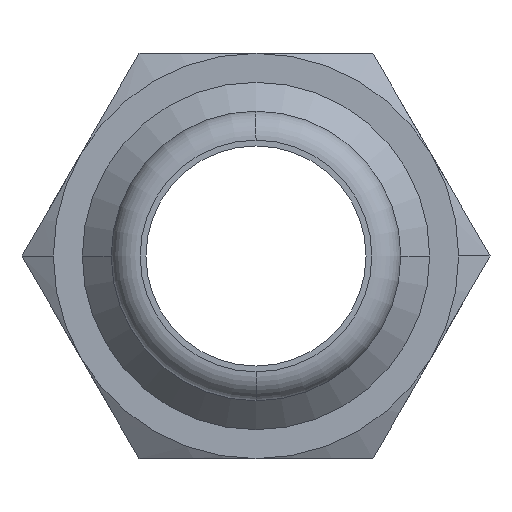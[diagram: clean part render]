
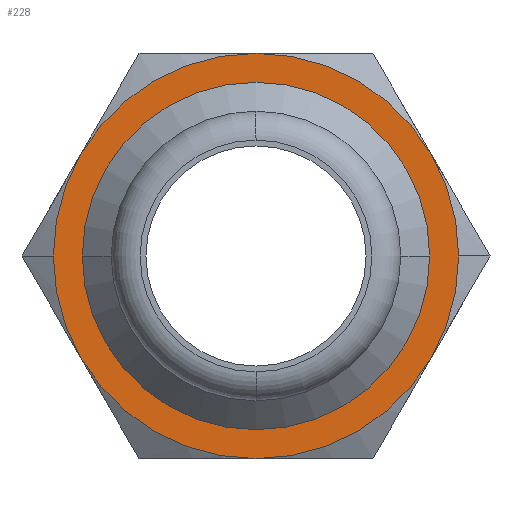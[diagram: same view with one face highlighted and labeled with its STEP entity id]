
A CAD part, front view. The second image highlights one B-rep face of the part: STEP entity #228.
In plain terms, the highlighted planar face has unit normal (0, -1, 0).
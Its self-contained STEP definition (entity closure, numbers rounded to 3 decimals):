
#228=ADVANCED_FACE('',(#463,#464),#465,.T.);
#463=FACE_OUTER_BOUND('',#698,.T.);
#464=FACE_BOUND('',#699,.T.);
#465=PLANE('',#700);
#698=EDGE_LOOP('',(#1267,#1268,#1269,#1270,#1271,#1272,#1273,#1274));
#699=EDGE_LOOP('',(#1275,#1276));
#700=AXIS2_PLACEMENT_3D('',#1277,#1278,#1279);
#1267=ORIENTED_EDGE('',*,*,#1424,.F.);
#1268=ORIENTED_EDGE('',*,*,#1534,.F.);
#1269=ORIENTED_EDGE('',*,*,#1558,.F.);
#1270=ORIENTED_EDGE('',*,*,#1559,.F.);
#1271=ORIENTED_EDGE('',*,*,#1560,.F.);
#1272=ORIENTED_EDGE('',*,*,#1491,.F.);
#1273=ORIENTED_EDGE('',*,*,#1462,.F.);
#1274=ORIENTED_EDGE('',*,*,#1561,.F.);
#1275=ORIENTED_EDGE('',*,*,#1444,.F.);
#1276=ORIENTED_EDGE('',*,*,#1531,.F.);
#1277=CARTESIAN_POINT('',(3.5,20.0,0.0));
#1278=DIRECTION('',(-0.0,-1.0,-0.0));
#1279=DIRECTION('',(-1.0,0.0,0.0));
#1424=EDGE_CURVE('',#1617,#1711,#1713,.T.);
#1444=EDGE_CURVE('',#1742,#1738,#1744,.T.);
#1462=EDGE_CURVE('',#1767,#1764,#1769,.T.);
#1491=EDGE_CURVE('',#1764,#1805,#1809,.T.);
#1531=EDGE_CURVE('',#1738,#1742,#1852,.T.);
#1534=EDGE_CURVE('',#1854,#1617,#1856,.T.);
#1558=EDGE_CURVE('',#1792,#1854,#1881,.T.);
#1559=EDGE_CURVE('',#1882,#1792,#1883,.T.);
#1560=EDGE_CURVE('',#1805,#1882,#1884,.T.);
#1561=EDGE_CURVE('',#1711,#1767,#1885,.T.);
#1617=VERTEX_POINT('',#1999);
#1711=VERTEX_POINT('',#2203);
#1713=CIRCLE('',#2206,7.0);
#1738=VERTEX_POINT('',#2289);
#1742=VERTEX_POINT('',#2294);
#1744=CIRCLE('',#2297,6.0);
#1764=VERTEX_POINT('',#2355);
#1767=VERTEX_POINT('',#2369);
#1769=CIRCLE('',#2382,7.0);
#1792=VERTEX_POINT('',#2453);
#1805=VERTEX_POINT('',#2501);
#1809=CIRCLE('',#2527,7.0);
#1852=CIRCLE('',#2665,6.0);
#1854=VERTEX_POINT('',#2667);
#1856=CIRCLE('',#2680,7.0);
#1881=CIRCLE('',#2752,7.0);
#1882=VERTEX_POINT('',#2753);
#1883=CIRCLE('',#2754,7.0);
#1884=CIRCLE('',#2755,7.0);
#1885=CIRCLE('',#2756,7.0);
#1999=CARTESIAN_POINT('',(6.062,20.0,3.5));
#2203=CARTESIAN_POINT('',(7.0,20.0,0.));
#2206=AXIS2_PLACEMENT_3D('',#2920,#2921,#2922);
#2289=CARTESIAN_POINT('',(6.0,20.0,0.));
#2294=CARTESIAN_POINT('',(-6.0,20.0,0.));
#2297=AXIS2_PLACEMENT_3D('',#2940,#2941,#2942);
#2355=CARTESIAN_POINT('',(0.0,20.0,-7.0));
#2369=CARTESIAN_POINT('',(6.062,20.0,-3.5));
#2382=AXIS2_PLACEMENT_3D('',#2954,#2955,#2956);
#2453=CARTESIAN_POINT('',(-6.062,20.0,3.5));
#2501=CARTESIAN_POINT('',(-6.062,20.0,-3.5));
#2527=AXIS2_PLACEMENT_3D('',#2975,#2976,#2977);
#2665=AXIS2_PLACEMENT_3D('',#3009,#3010,#3011);
#2667=CARTESIAN_POINT('',(0.,20.0,7.0));
#2680=AXIS2_PLACEMENT_3D('',#3012,#3013,#3014);
#2752=AXIS2_PLACEMENT_3D('',#3027,#3028,#3029);
#2753=CARTESIAN_POINT('',(-7.0,20.0,0.));
#2754=AXIS2_PLACEMENT_3D('',#3030,#3031,#3032);
#2755=AXIS2_PLACEMENT_3D('',#3033,#3034,#3035);
#2756=AXIS2_PLACEMENT_3D('',#3036,#3037,#3038);
#2920=CARTESIAN_POINT('',(0.0,20.0,0.0));
#2921=DIRECTION('',(-0.0,1.0,0.0));
#2922=DIRECTION('',(1.0,0.0,0.0));
#2940=CARTESIAN_POINT('',(0.0,20.0,0.0));
#2941=DIRECTION('',(0.0,-1.0,0.0));
#2942=DIRECTION('',(1.0,0.0,0.0));
#2954=CARTESIAN_POINT('',(0.0,20.0,0.0));
#2955=DIRECTION('',(-0.0,1.0,0.0));
#2956=DIRECTION('',(1.0,0.0,0.0));
#2975=CARTESIAN_POINT('',(0.0,20.0,0.0));
#2976=DIRECTION('',(-0.0,1.0,0.0));
#2977=DIRECTION('',(1.0,0.0,0.0));
#3009=CARTESIAN_POINT('',(0.0,20.0,0.0));
#3010=DIRECTION('',(0.0,-1.0,0.0));
#3011=DIRECTION('',(1.0,0.0,0.0));
#3012=CARTESIAN_POINT('',(0.0,20.0,0.0));
#3013=DIRECTION('',(-0.0,1.0,0.0));
#3014=DIRECTION('',(1.0,0.0,0.0));
#3027=CARTESIAN_POINT('',(0.0,20.0,0.0));
#3028=DIRECTION('',(-0.0,1.0,0.0));
#3029=DIRECTION('',(1.0,0.0,0.0));
#3030=CARTESIAN_POINT('',(0.0,20.0,0.0));
#3031=DIRECTION('',(-0.0,1.0,0.0));
#3032=DIRECTION('',(1.0,0.0,0.0));
#3033=CARTESIAN_POINT('',(0.0,20.0,0.0));
#3034=DIRECTION('',(-0.0,1.0,0.0));
#3035=DIRECTION('',(1.0,0.0,0.0));
#3036=CARTESIAN_POINT('',(0.0,20.0,0.0));
#3037=DIRECTION('',(-0.0,1.0,0.0));
#3038=DIRECTION('',(1.0,0.0,0.0));
